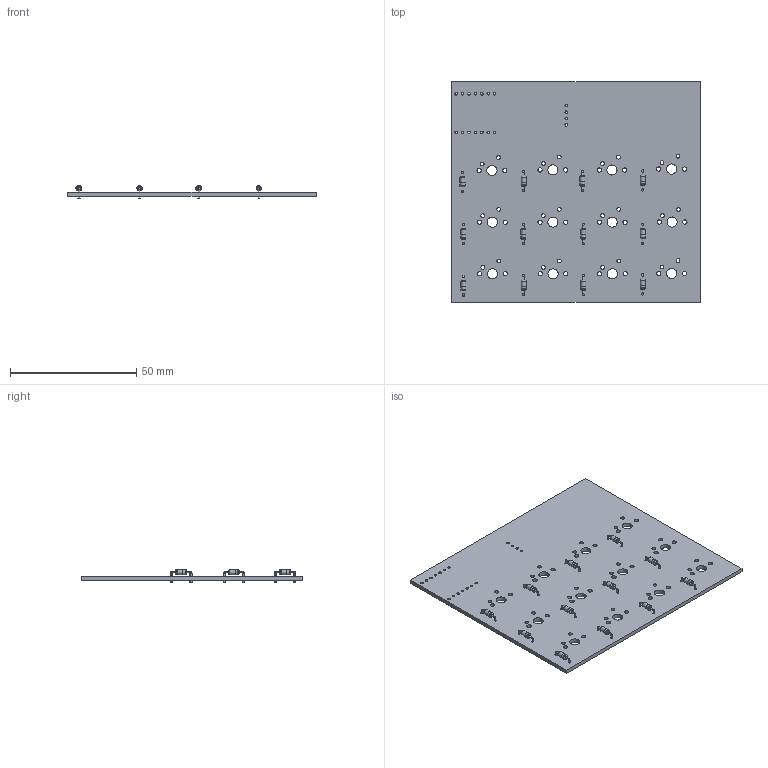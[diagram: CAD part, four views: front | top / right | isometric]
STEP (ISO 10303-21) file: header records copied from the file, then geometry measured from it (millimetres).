
FILE_DESCRIPTION(('KiCad electronic assembly'),'2;1');
FILE_NAME('ButtonBlaster.step','2025-02-04T20:58:04',('Pcbnew'),('Kicad' ),'Open CASCADE STEP processor 7.8','KiCad to STEP converter', 'Unknown');
FILE_SCHEMA(('AUTOMOTIVE_DESIGN { 1 0 10303 214 1 1 1 1 }'));
Length unit declared in the file: millimetre
Products named in the file (4): ButtonBlaster 1; D_DO-35_SOD27_P7.62mm_Horizontal; ButtonBlaster_PCB
Assembly tree (14 placements, depth 3):
  ButtonBlaster 1
    D_DO-35_SOD27_P7.62mm_Horizontal  x12
      D_DO-35_SOD27_P7.62mm_Horizontal
    ButtonBlaster_PCB
Bounding box: 98.5 x 87.5 x 5.01 mm (x, y, z)
Volume: 13534.4 mm3; surface area: 18741.9 mm2
Topology: 25 solids, 25 shells, 300 faces, 606 edges, 380 vertices
Faces by surface type: cylinder 174, plane 78, torus 48
Full cylindrical faces by diameter (mm): 0.5 x36, 0.8 x24, 1 x18, 1.5 x24, 1.7 x24, 2 x24, 2.02 x12, 4 x12
Entity records: 4761 total; most frequent: DIRECTION 842, CARTESIAN_POINT 707, ORIENTED_EDGE 684, AXIS2_PLACEMENT_3D 361, EDGE_CURVE 342, FACE_BOUND 330, EDGE_LOOP 330, VERTEX_POINT 226
